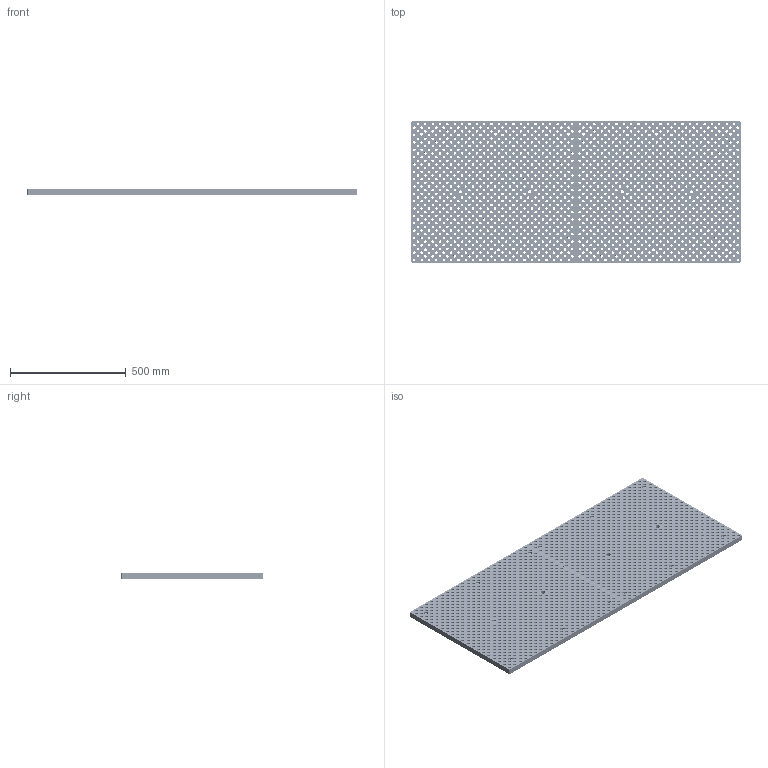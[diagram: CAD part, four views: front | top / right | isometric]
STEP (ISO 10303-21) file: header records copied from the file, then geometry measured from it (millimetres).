
FILE_DESCRIPTION(/* description */ (''),/* implementation_level */ '2;1');
FILE_NAME(/* name */ 'Haas_VM-3_56x24.step',/* time_stamp */ '2022-03-27T15:14:14-04:00',/* author */ (''),/* organization */ (''),/* preprocessor_version */ 'ST-DEVELOPER v18.1',/* originating_system */ 'Autodesk Translation Framework v10.13.0.1454',/* authorisation */ '');
FILE_SCHEMA (('AUTOMOTIVE_DESIGN { 1 0 10303 214 3 1 1 }'));
Products named in the file (6): VM-3 Matched Set ALU 7075; Plate Set; Right Plate; Left Plate; SMW v6; SMW
Assembly tree (5 placements, depth 3):
  VM-3 Matched Set ALU 7075
    Plate Set
      Right Plate
      Left Plate
    SMW v6
      SMW
Bounding box: 1422.4 x 609.6 x 24.13 mm (x, y, z)
Volume: 16897016.4 mm3; surface area: 2986326.1 mm2
Topology: 3 solids, 3 shells, 5143 faces, 10383 edges, 6922 vertices
Faces by surface type: cylinder 3361, plane 1701, bspline 81
Full cylindrical faces by diameter (mm): 7.315 x8, 10.643 x1644, 10.808 x8, 12.713 x830, 12.725 x822, 13.081 x16, 19.939 x16
Entity records: 146374 total; most frequent: DIRECTION 27021, CARTESIAN_POINT 24920, ORIENTED_EDGE 20766, AXIS2_PLACEMENT_3D 11795, EDGE_CURVE 10383, EDGE_LOOP 10161, VERTEX_POINT 6922, CIRCLE 6722
